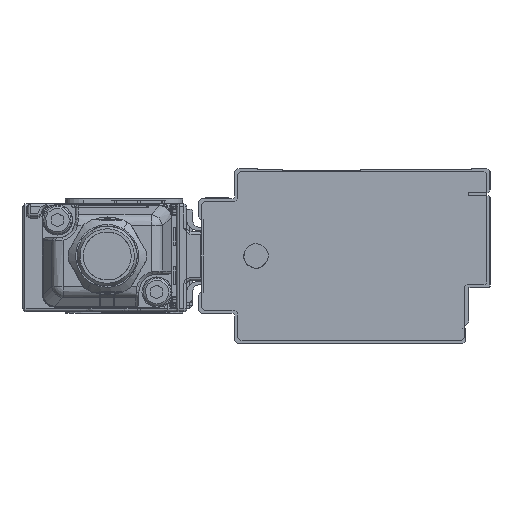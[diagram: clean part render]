
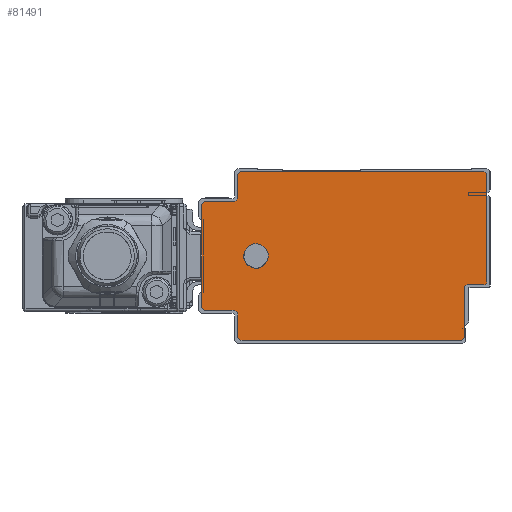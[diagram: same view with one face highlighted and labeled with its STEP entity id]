
A CAD part, left-side view. The second image highlights one B-rep face of the part: STEP entity #81491.
In plain terms, the highlighted planar face has unit normal (-1, 0, 0).
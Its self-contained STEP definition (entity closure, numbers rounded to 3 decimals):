
#80307=AXIS2_PLACEMENT_3D('Circle Axis2P3D',#80305,#80306,$) ;
#80355=AXIS2_PLACEMENT_3D('Circle Axis2P3D',#80353,#80354,$) ;
#80403=AXIS2_PLACEMENT_3D('Circle Axis2P3D',#80401,#80402,$) ;
#80451=AXIS2_PLACEMENT_3D('Circle Axis2P3D',#80449,#80450,$) ;
#81374=AXIS2_PLACEMENT_3D('Plane Axis2P3D',#81371,#81372,#81373) ;
#81378=AXIS2_PLACEMENT_3D('Circle Axis2P3D',#81376,#81377,$) ;
#81392=AXIS2_PLACEMENT_3D('Circle Axis2P3D',#81390,#81391,$) ;
#81406=AXIS2_PLACEMENT_3D('Circle Axis2P3D',#81404,#81405,$) ;
#81420=AXIS2_PLACEMENT_3D('Circle Axis2P3D',#81418,#81419,$) ;
#81434=AXIS2_PLACEMENT_3D('Circle Axis2P3D',#81432,#81433,$) ;
#81448=AXIS2_PLACEMENT_3D('Circle Axis2P3D',#81446,#81447,$) ;
#81475=AXIS2_PLACEMENT_3D('Circle Axis2P3D',#81473,#81474,$) ;
#81484=AXIS2_PLACEMENT_3D('Circle Axis2P3D',#81482,#81483,$) ;
#80258=CARTESIAN_POINT('Line Origine',(-2175.5,44.,14.5)) ;
#80262=CARTESIAN_POINT('Vertex',(-2175.5,44.,6.)) ;
#80264=CARTESIAN_POINT('Vertex',(-2175.5,44.,23.)) ;
#80305=CARTESIAN_POINT('Axis2P3D Location',(-2175.5,43.5,23.)) ;
#80309=CARTESIAN_POINT('Vertex',(-2175.5,43.5,23.5)) ;
#80329=CARTESIAN_POINT('Line Origine',(-2175.5,41.25,23.5)) ;
#80333=CARTESIAN_POINT('Vertex',(-2175.5,39.,23.5)) ;
#80353=CARTESIAN_POINT('Axis2P3D Location',(-2175.5,39.,24.5)) ;
#80357=CARTESIAN_POINT('Vertex',(-2175.5,38.,24.5)) ;
#80377=CARTESIAN_POINT('Line Origine',(-2175.5,38.,26.25)) ;
#80381=CARTESIAN_POINT('Vertex',(-2175.5,38.,28.)) ;
#80401=CARTESIAN_POINT('Axis2P3D Location',(-2175.5,37.5,28.)) ;
#80405=CARTESIAN_POINT('Vertex',(-2175.5,37.5,28.5)) ;
#80425=CARTESIAN_POINT('Line Origine',(-2175.5,17.25,28.5)) ;
#80429=CARTESIAN_POINT('Vertex',(-2175.5,-3.,28.5)) ;
#80449=CARTESIAN_POINT('Axis2P3D Location',(-2175.5,-3.,28.)) ;
#80453=CARTESIAN_POINT('Vertex',(-2175.5,-3.5,28.)) ;
#80473=CARTESIAN_POINT('Line Origine',(-2175.5,-3.5,19.1)) ;
#80477=CARTESIAN_POINT('Vertex',(-2175.5,-3.5,10.2)) ;
#81371=CARTESIAN_POINT('Axis2P3D Location',(-2175.5,0.,0.)) ;
#81376=CARTESIAN_POINT('Axis2P3D Location',(-2175.5,43.5,6.)) ;
#81380=CARTESIAN_POINT('Vertex',(-2175.5,43.5,5.5)) ;
#81383=CARTESIAN_POINT('Line Origine',(-2175.5,41.25,5.5)) ;
#81387=CARTESIAN_POINT('Vertex',(-2175.5,39.,5.5)) ;
#81390=CARTESIAN_POINT('Axis2P3D Location',(-2175.5,39.,4.5)) ;
#81394=CARTESIAN_POINT('Vertex',(-2175.5,38.,4.5)) ;
#81397=CARTESIAN_POINT('Line Origine',(-2175.5,38.,2.75)) ;
#81401=CARTESIAN_POINT('Vertex',(-2175.5,38.,1.)) ;
#81404=CARTESIAN_POINT('Axis2P3D Location',(-2175.5,37.5,1.)) ;
#81408=CARTESIAN_POINT('Vertex',(-2175.5,37.5,0.5)) ;
#81411=CARTESIAN_POINT('Line Origine',(-2175.5,19.15,0.5)) ;
#81415=CARTESIAN_POINT('Vertex',(-2175.5,0.8,0.5)) ;
#81418=CARTESIAN_POINT('Axis2P3D Location',(-2175.5,0.8,1.)) ;
#81422=CARTESIAN_POINT('Vertex',(-2175.5,0.3,1.)) ;
#81425=CARTESIAN_POINT('Line Origine',(-2175.5,0.3,5.1)) ;
#81429=CARTESIAN_POINT('Vertex',(-2175.5,0.3,9.2)) ;
#81432=CARTESIAN_POINT('Axis2P3D Location',(-2175.5,-0.2,9.2)) ;
#81436=CARTESIAN_POINT('Vertex',(-2175.5,-0.2,9.7)) ;
#81439=CARTESIAN_POINT('Line Origine',(-2175.5,-1.6,9.7)) ;
#81443=CARTESIAN_POINT('Vertex',(-2175.5,-3.,9.7)) ;
#81446=CARTESIAN_POINT('Axis2P3D Location',(-2175.5,-3.,10.2)) ;
#81473=CARTESIAN_POINT('Axis2P3D Location',(-2175.5,35.,14.5)) ;
#81477=CARTESIAN_POINT('Vertex',(-2175.5,33.186,13.509)) ;
#81479=CARTESIAN_POINT('Vertex',(-2175.5,36.814,15.491)) ;
#81482=CARTESIAN_POINT('Axis2P3D Location',(-2175.5,35.,14.5)) ;
#80259=DIRECTION('Vector Direction',(0.,0.,1.)) ;
#80306=DIRECTION('Axis2P3D Direction',(1.,0.,0.)) ;
#80330=DIRECTION('Vector Direction',(0.,1.,0.)) ;
#80354=DIRECTION('Axis2P3D Direction',(1.,0.,0.)) ;
#80378=DIRECTION('Vector Direction',(0.,0.,1.)) ;
#80402=DIRECTION('Axis2P3D Direction',(1.,0.,0.)) ;
#80426=DIRECTION('Vector Direction',(0.,1.,0.)) ;
#80450=DIRECTION('Axis2P3D Direction',(1.,0.,-0.)) ;
#80474=DIRECTION('Vector Direction',(0.,0.,-1.)) ;
#81372=DIRECTION('Axis2P3D Direction',(1.,0.,0.)) ;
#81373=DIRECTION('Axis2P3D XDirection',(0.,1.,0.)) ;
#81377=DIRECTION('Axis2P3D Direction',(1.,0.,0.)) ;
#81384=DIRECTION('Vector Direction',(0.,-1.,0.)) ;
#81391=DIRECTION('Axis2P3D Direction',(1.,0.,0.)) ;
#81398=DIRECTION('Vector Direction',(0.,0.,1.)) ;
#81405=DIRECTION('Axis2P3D Direction',(1.,0.,0.)) ;
#81412=DIRECTION('Vector Direction',(0.,-1.,0.)) ;
#81419=DIRECTION('Axis2P3D Direction',(1.,0.,0.)) ;
#81426=DIRECTION('Vector Direction',(0.,0.,-1.)) ;
#81433=DIRECTION('Axis2P3D Direction',(1.,0.,0.)) ;
#81440=DIRECTION('Vector Direction',(0.,1.,0.)) ;
#81447=DIRECTION('Axis2P3D Direction',(1.,0.,0.)) ;
#81474=DIRECTION('Axis2P3D Direction',(1.,0.,0.)) ;
#81483=DIRECTION('Axis2P3D Direction',(1.,0.,0.)) ;
#80260=VECTOR('Line Direction',#80259,1.) ;
#80331=VECTOR('Line Direction',#80330,1.) ;
#80379=VECTOR('Line Direction',#80378,1.) ;
#80427=VECTOR('Line Direction',#80426,1.) ;
#80475=VECTOR('Line Direction',#80474,1.) ;
#81385=VECTOR('Line Direction',#81384,1.) ;
#81399=VECTOR('Line Direction',#81398,1.) ;
#81413=VECTOR('Line Direction',#81412,1.) ;
#81427=VECTOR('Line Direction',#81426,1.) ;
#81441=VECTOR('Line Direction',#81440,1.) ;
#81452=ORIENTED_EDGE('',*,*,#80431,.F.) ;
#81453=ORIENTED_EDGE('',*,*,#80407,.F.) ;
#81454=ORIENTED_EDGE('',*,*,#80383,.F.) ;
#81455=ORIENTED_EDGE('',*,*,#80359,.F.) ;
#81456=ORIENTED_EDGE('',*,*,#80335,.F.) ;
#81457=ORIENTED_EDGE('',*,*,#80311,.F.) ;
#81458=ORIENTED_EDGE('',*,*,#80266,.F.) ;
#81459=ORIENTED_EDGE('',*,*,#81382,.F.) ;
#81460=ORIENTED_EDGE('',*,*,#81389,.F.) ;
#81461=ORIENTED_EDGE('',*,*,#81396,.F.) ;
#81462=ORIENTED_EDGE('',*,*,#81403,.F.) ;
#81463=ORIENTED_EDGE('',*,*,#81410,.F.) ;
#81464=ORIENTED_EDGE('',*,*,#81417,.F.) ;
#81465=ORIENTED_EDGE('',*,*,#81424,.F.) ;
#81466=ORIENTED_EDGE('',*,*,#81431,.F.) ;
#81467=ORIENTED_EDGE('',*,*,#81438,.F.) ;
#81468=ORIENTED_EDGE('',*,*,#81445,.F.) ;
#81469=ORIENTED_EDGE('',*,*,#81450,.F.) ;
#81470=ORIENTED_EDGE('',*,*,#80479,.F.) ;
#81471=ORIENTED_EDGE('',*,*,#80455,.F.) ;
#81488=ORIENTED_EDGE('',*,*,#81481,.T.) ;
#81489=ORIENTED_EDGE('',*,*,#81486,.T.) ;
#81490=FACE_BOUND('',#81487,.T.) ;
#81491=ADVANCED_FACE('\X2\FF8EFF9EFF83FF9EFF68FF70\X0\.2',(#81472,#81490),#81375,.F.) ;
#80308=CIRCLE('generated circle',#80307,0.5) ;
#80356=CIRCLE('generated circle',#80355,1.) ;
#80404=CIRCLE('generated circle',#80403,0.5) ;
#80452=CIRCLE('generated circle',#80451,0.5) ;
#81379=CIRCLE('generated circle',#81378,0.5) ;
#81393=CIRCLE('generated circle',#81392,1.) ;
#81407=CIRCLE('generated circle',#81406,0.5) ;
#81421=CIRCLE('generated circle',#81420,0.5) ;
#81435=CIRCLE('generated circle',#81434,0.5) ;
#81449=CIRCLE('generated circle',#81448,0.5) ;
#81476=CIRCLE('generated circle',#81475,2.067) ;
#81485=CIRCLE('generated circle',#81484,2.067) ;
#80266=EDGE_CURVE('',#80263,#80265,#80261,.T.) ;
#80311=EDGE_CURVE('',#80265,#80310,#80308,.T.) ;
#80335=EDGE_CURVE('',#80310,#80334,#80332,.F.) ;
#80359=EDGE_CURVE('',#80334,#80358,#80356,.F.) ;
#80383=EDGE_CURVE('',#80358,#80382,#80380,.T.) ;
#80407=EDGE_CURVE('',#80382,#80406,#80404,.T.) ;
#80431=EDGE_CURVE('',#80406,#80430,#80428,.F.) ;
#80455=EDGE_CURVE('',#80430,#80454,#80452,.T.) ;
#80479=EDGE_CURVE('',#80454,#80478,#80476,.T.) ;
#81382=EDGE_CURVE('',#81381,#80263,#81379,.T.) ;
#81389=EDGE_CURVE('',#81388,#81381,#81386,.F.) ;
#81396=EDGE_CURVE('',#81395,#81388,#81393,.F.) ;
#81403=EDGE_CURVE('',#81402,#81395,#81400,.T.) ;
#81410=EDGE_CURVE('',#81409,#81402,#81407,.T.) ;
#81417=EDGE_CURVE('',#81416,#81409,#81414,.F.) ;
#81424=EDGE_CURVE('',#81423,#81416,#81421,.T.) ;
#81431=EDGE_CURVE('',#81430,#81423,#81428,.T.) ;
#81438=EDGE_CURVE('',#81437,#81430,#81435,.F.) ;
#81445=EDGE_CURVE('',#81444,#81437,#81442,.T.) ;
#81450=EDGE_CURVE('',#80478,#81444,#81449,.T.) ;
#81481=EDGE_CURVE('',#81478,#81480,#81476,.T.) ;
#81486=EDGE_CURVE('',#81480,#81478,#81485,.T.) ;
#81451=EDGE_LOOP('',(#81452,#81453,#81454,#81455,#81456,#81457,#81458,#81459,#81460,#81461,#81462,#81463,#81464,#81465,#81466,#81467,#81468,#81469,#81470,#81471)) ;
#81487=EDGE_LOOP('',(#81488,#81489)) ;
#81472=FACE_OUTER_BOUND('',#81451,.T.) ;
#80261=LINE('Line',#80258,#80260) ;
#80332=LINE('Line',#80329,#80331) ;
#80380=LINE('Line',#80377,#80379) ;
#80428=LINE('Line',#80425,#80427) ;
#80476=LINE('Line',#80473,#80475) ;
#81386=LINE('Line',#81383,#81385) ;
#81400=LINE('Line',#81397,#81399) ;
#81414=LINE('Line',#81411,#81413) ;
#81428=LINE('Line',#81425,#81427) ;
#81442=LINE('Line',#81439,#81441) ;
#81375=PLANE('Plane',#81374) ;
#80263=VERTEX_POINT('',#80262) ;
#80265=VERTEX_POINT('',#80264) ;
#80310=VERTEX_POINT('',#80309) ;
#80334=VERTEX_POINT('',#80333) ;
#80358=VERTEX_POINT('',#80357) ;
#80382=VERTEX_POINT('',#80381) ;
#80406=VERTEX_POINT('',#80405) ;
#80430=VERTEX_POINT('',#80429) ;
#80454=VERTEX_POINT('',#80453) ;
#80478=VERTEX_POINT('',#80477) ;
#81381=VERTEX_POINT('',#81380) ;
#81388=VERTEX_POINT('',#81387) ;
#81395=VERTEX_POINT('',#81394) ;
#81402=VERTEX_POINT('',#81401) ;
#81409=VERTEX_POINT('',#81408) ;
#81416=VERTEX_POINT('',#81415) ;
#81423=VERTEX_POINT('',#81422) ;
#81430=VERTEX_POINT('',#81429) ;
#81437=VERTEX_POINT('',#81436) ;
#81444=VERTEX_POINT('',#81443) ;
#81478=VERTEX_POINT('',#81477) ;
#81480=VERTEX_POINT('',#81479) ;
